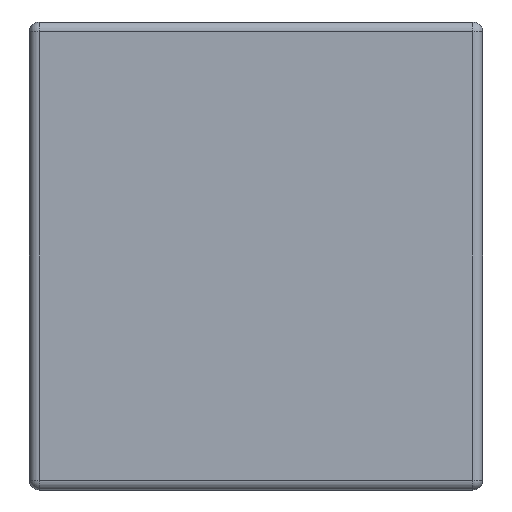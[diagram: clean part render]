
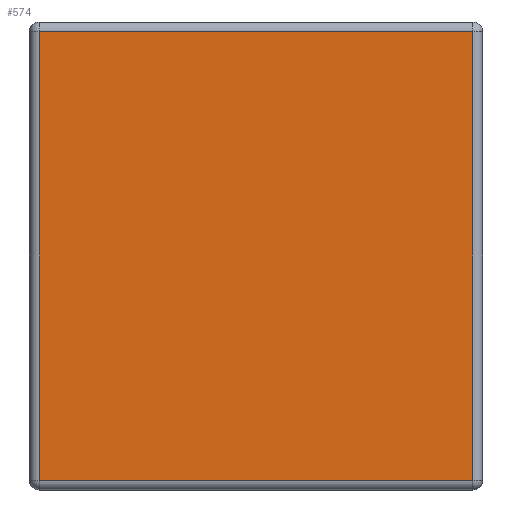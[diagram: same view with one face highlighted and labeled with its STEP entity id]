
A CAD part, left-side view. The second image highlights one B-rep face of the part: STEP entity #574.
In plain terms, the highlighted planar face has unit normal (-1, 0, 0).
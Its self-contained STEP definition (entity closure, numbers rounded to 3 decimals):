
#40 = VERTEX_POINT ( 'NONE', #3613 ) ;
#253 = FACE_OUTER_BOUND ( 'NONE', #3787, .T. ) ;
#342 = LINE ( 'NONE', #3271, #3529 ) ;
#355 = DIRECTION ( 'NONE',  ( 0., 1., 0. ) ) ;
#539 = CARTESIAN_POINT ( 'NONE',  ( 0., 0.9, -0.93 ) ) ;
#574 = ADVANCED_FACE ( 'NONE', ( #253 ), #1726, .T. ) ;
#769 = DIRECTION ( 'NONE',  ( -1., 0., 0. ) ) ;
#1068 = CARTESIAN_POINT ( 'NONE',  ( 0., 0.02, -0.93 ) ) ;
#1202 = DIRECTION ( 'NONE',  ( 0., 0., 1. ) ) ;
#1352 = VERTEX_POINT ( 'NONE', #3904 ) ;
#1371 = ORIENTED_EDGE ( 'NONE', *, *, #2969, .T. ) ;
#1446 = VERTEX_POINT ( 'NONE', #1068 ) ;
#1464 = CARTESIAN_POINT ( 'NONE',  ( 0., 0.02, 0. ) ) ;
#1471 = EDGE_CURVE ( 'NONE', #40, #1352, #2574, .T. ) ;
#1726 = PLANE ( 'NONE',  #1777 ) ;
#1775 = VECTOR ( 'NONE', #355, 1000. ) ;
#1777 = AXIS2_PLACEMENT_3D ( 'NONE', #3299, #769, #4347 ) ;
#2103 = VECTOR ( 'NONE', #4205, 1000. ) ;
#2210 = VECTOR ( 'NONE', #1202, 1000. ) ;
#2436 = VERTEX_POINT ( 'NONE', #539 ) ;
#2574 = LINE ( 'NONE', #4016, #1775 ) ;
#2742 = LINE ( 'NONE', #4507, #2103 ) ;
#2836 = EDGE_CURVE ( 'NONE', #2436, #1446, #2742, .T. ) ;
#2969 = EDGE_CURVE ( 'NONE', #1352, #2436, #342, .T. ) ;
#2998 = LINE ( 'NONE', #1464, #2210 ) ;
#3271 = CARTESIAN_POINT ( 'NONE',  ( 0., 0.9, -0.95 ) ) ;
#3299 = CARTESIAN_POINT ( 'NONE',  ( 0., 0., 0. ) ) ;
#3345 = ORIENTED_EDGE ( 'NONE', *, *, #2836, .T. ) ;
#3529 = VECTOR ( 'NONE', #3560, 1000. ) ;
#3560 = DIRECTION ( 'NONE',  ( 0., 0., -1. ) ) ;
#3613 = CARTESIAN_POINT ( 'NONE',  ( 0., 0.02, -0.02 ) ) ;
#3787 = EDGE_LOOP ( 'NONE', ( #3345, #4596, #4283, #1371 ) ) ;
#3904 = CARTESIAN_POINT ( 'NONE',  ( 0., 0.9, -0.02 ) ) ;
#4016 = CARTESIAN_POINT ( 'NONE',  ( 0., 0.92, -0.02 ) ) ;
#4095 = EDGE_CURVE ( 'NONE', #1446, #40, #2998, .T. ) ;
#4205 = DIRECTION ( 'NONE',  ( 0., -1., 0. ) ) ;
#4283 = ORIENTED_EDGE ( 'NONE', *, *, #1471, .T. ) ;
#4347 = DIRECTION ( 'NONE',  ( 0., 0., 1. ) ) ;
#4507 = CARTESIAN_POINT ( 'NONE',  ( 0., 0., -0.93 ) ) ;
#4596 = ORIENTED_EDGE ( 'NONE', *, *, #4095, .T. ) ;
